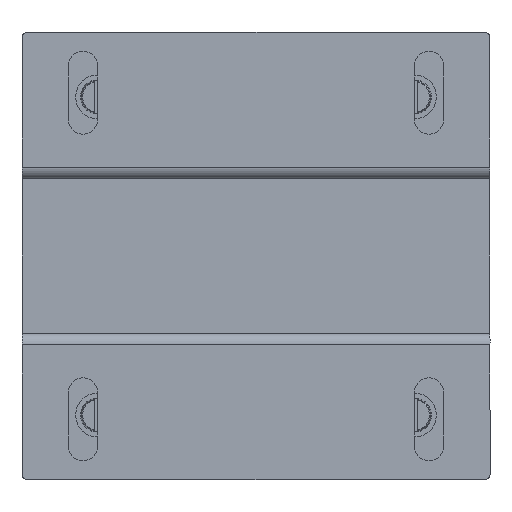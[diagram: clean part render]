
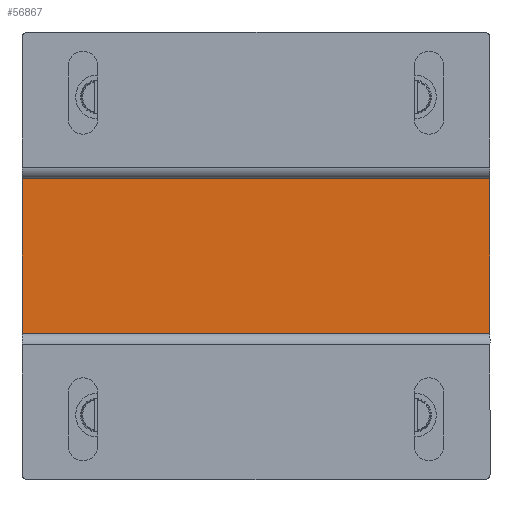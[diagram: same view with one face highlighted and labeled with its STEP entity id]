
A CAD part, front view. The second image highlights one B-rep face of the part: STEP entity #56867.
In plain terms, the highlighted planar face has unit normal (0, -1, 0).
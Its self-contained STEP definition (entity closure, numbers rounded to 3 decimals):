
#1583 = VECTOR ( 'NONE', #6752, 1000. ) ;
#5749 = CARTESIAN_POINT ( 'NONE',  ( -100.51, -22.267, 177.304 ) ) ;
#6752 = DIRECTION ( 'NONE',  ( 0., 0., 1. ) ) ;
#8104 = AXIS2_PLACEMENT_3D ( 'NONE', #31400, #99533, #56486 ) ;
#28952 = VECTOR ( 'NONE', #101406, 1000. ) ;
#29628 = EDGE_CURVE ( 'NONE', #139433, #73881, #113984, .T. ) ;
#31400 = CARTESIAN_POINT ( 'NONE',  ( -100.51, -22.267, 177.304 ) ) ;
#33885 = ORIENTED_EDGE ( 'NONE', *, *, #99339, .F. ) ;
#36408 = EDGE_CURVE ( 'NONE', #124522, #82592, #61300, .T. ) ;
#44267 = FACE_OUTER_BOUND ( 'NONE', #120535, .T. ) ;
#56486 = DIRECTION ( 'NONE',  ( 0., 0., -1. ) ) ;
#56867 = ADVANCED_FACE ( 'NONE', ( #44267 ), #65756, .F. ) ;
#61300 = LINE ( 'NONE', #105066, #1583 ) ;
#62921 = VECTOR ( 'NONE', #113290, 1000. ) ;
#65756 = PLANE ( 'NONE',  #8104 ) ;
#73881 = VERTEX_POINT ( 'NONE', #88989 ) ;
#75629 = CARTESIAN_POINT ( 'NONE',  ( -100.51, -22.267, 177.304 ) ) ;
#78446 = CARTESIAN_POINT ( 'NONE',  ( -100.51, -22.267, 209.054 ) ) ;
#82153 = CARTESIAN_POINT ( 'NONE',  ( -100.51, -22.267, 209.054 ) ) ;
#82503 = LINE ( 'NONE', #5749, #90105 ) ;
#82592 = VERTEX_POINT ( 'NONE', #82153 ) ;
#88989 = CARTESIAN_POINT ( 'NONE',  ( -196.51, -22.267, 209.054 ) ) ;
#90105 = VECTOR ( 'NONE', #106163, 1000. ) ;
#94190 = ORIENTED_EDGE ( 'NONE', *, *, #36408, .T. ) ;
#99339 = EDGE_CURVE ( 'NONE', #124522, #139433, #82503, .T. ) ;
#99533 = DIRECTION ( 'NONE',  ( 0., 1., 0. ) ) ;
#101406 = DIRECTION ( 'NONE',  ( -1., 0., 0. ) ) ;
#102549 = ORIENTED_EDGE ( 'NONE', *, *, #29628, .F. ) ;
#105066 = CARTESIAN_POINT ( 'NONE',  ( -100.51, -22.267, 177.304 ) ) ;
#106163 = DIRECTION ( 'NONE',  ( -1., 0., 0. ) ) ;
#106177 = CARTESIAN_POINT ( 'NONE',  ( -196.51, -22.267, 177.304 ) ) ;
#113290 = DIRECTION ( 'NONE',  ( 0., 0., 1. ) ) ;
#113654 = ORIENTED_EDGE ( 'NONE', *, *, #122169, .T. ) ;
#113984 = LINE ( 'NONE', #125496, #62921 ) ;
#120535 = EDGE_LOOP ( 'NONE', ( #113654, #102549, #33885, #94190 ) ) ;
#122169 = EDGE_CURVE ( 'NONE', #82592, #73881, #133087, .T. ) ;
#124522 = VERTEX_POINT ( 'NONE', #75629 ) ;
#125496 = CARTESIAN_POINT ( 'NONE',  ( -196.51, -22.267, 177.304 ) ) ;
#133087 = LINE ( 'NONE', #78446, #28952 ) ;
#139433 = VERTEX_POINT ( 'NONE', #106177 ) ;
